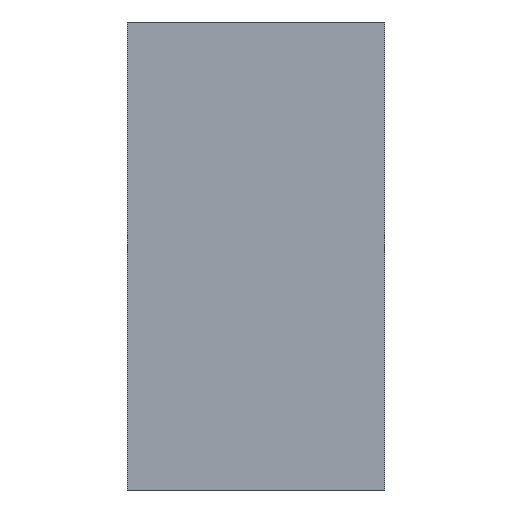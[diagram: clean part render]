
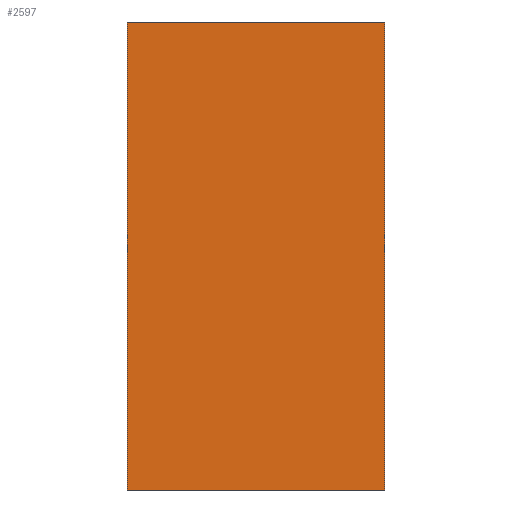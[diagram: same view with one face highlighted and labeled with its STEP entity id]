
A CAD part, front view. The second image highlights one B-rep face of the part: STEP entity #2597.
In plain terms, the highlighted planar face has unit normal (0, -1, 0).
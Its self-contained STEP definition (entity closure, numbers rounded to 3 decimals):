
#37 = DIRECTION ( 'NONE',  ( 0., 0., -1. ) ) ;
#252 = VECTOR ( 'NONE', #770, 1000. ) ;
#455 = CARTESIAN_POINT ( 'NONE',  ( 250., 0., 455. ) ) ;
#497 = PLANE ( 'NONE',  #3794 ) ;
#601 = EDGE_LOOP ( 'NONE', ( #2753, #1986, #3825, #4066 ) ) ;
#770 = DIRECTION ( 'NONE',  ( 1., 0., 0. ) ) ;
#803 = LINE ( 'NONE', #2839, #3413 ) ;
#821 = CARTESIAN_POINT ( 'NONE',  ( 250., 0., -455. ) ) ;
#897 = FACE_OUTER_BOUND ( 'NONE', #601, .T. ) ;
#908 = LINE ( 'NONE', #821, #1257 ) ;
#1173 = CARTESIAN_POINT ( 'NONE',  ( 250., 0., 455. ) ) ;
#1257 = VECTOR ( 'NONE', #3573, 1000. ) ;
#1328 = DIRECTION ( 'NONE',  ( 0., 1., 0. ) ) ;
#1501 = EDGE_CURVE ( 'NONE', #3966, #4187, #803, .T. ) ;
#1685 = CARTESIAN_POINT ( 'NONE',  ( 250., 0., 455. ) ) ;
#1891 = VECTOR ( 'NONE', #37, 1000. ) ;
#1986 = ORIENTED_EDGE ( 'NONE', *, *, #3205, .F. ) ;
#2597 = ADVANCED_FACE ( 'NONE', ( #897 ), #497, .F. ) ;
#2753 = ORIENTED_EDGE ( 'NONE', *, *, #4379, .T. ) ;
#2820 = DIRECTION ( 'NONE',  ( 0., 0., -1. ) ) ;
#2839 = CARTESIAN_POINT ( 'NONE',  ( -250., 0., 455. ) ) ;
#2841 = CARTESIAN_POINT ( 'NONE',  ( -250., 0., 455. ) ) ;
#2960 = VERTEX_POINT ( 'NONE', #1173 ) ;
#3128 = CARTESIAN_POINT ( 'NONE',  ( 250., 0., 455. ) ) ;
#3205 = EDGE_CURVE ( 'NONE', #2960, #4248, #3475, .T. ) ;
#3244 = EDGE_CURVE ( 'NONE', #3966, #2960, #3851, .T. ) ;
#3331 = CARTESIAN_POINT ( 'NONE',  ( 250., 0., -455. ) ) ;
#3413 = VECTOR ( 'NONE', #2820, 1000. ) ;
#3475 = LINE ( 'NONE', #455, #1891 ) ;
#3573 = DIRECTION ( 'NONE',  ( 1., 0., 0. ) ) ;
#3794 = AXIS2_PLACEMENT_3D ( 'NONE', #1685, #1328, #4078 ) ;
#3825 = ORIENTED_EDGE ( 'NONE', *, *, #3244, .F. ) ;
#3851 = LINE ( 'NONE', #3128, #252 ) ;
#3966 = VERTEX_POINT ( 'NONE', #2841 ) ;
#3994 = CARTESIAN_POINT ( 'NONE',  ( -250., 0., -455. ) ) ;
#4066 = ORIENTED_EDGE ( 'NONE', *, *, #1501, .T. ) ;
#4078 = DIRECTION ( 'NONE',  ( 0., 0., 1. ) ) ;
#4187 = VERTEX_POINT ( 'NONE', #3994 ) ;
#4248 = VERTEX_POINT ( 'NONE', #3331 ) ;
#4379 = EDGE_CURVE ( 'NONE', #4187, #4248, #908, .T. ) ;
